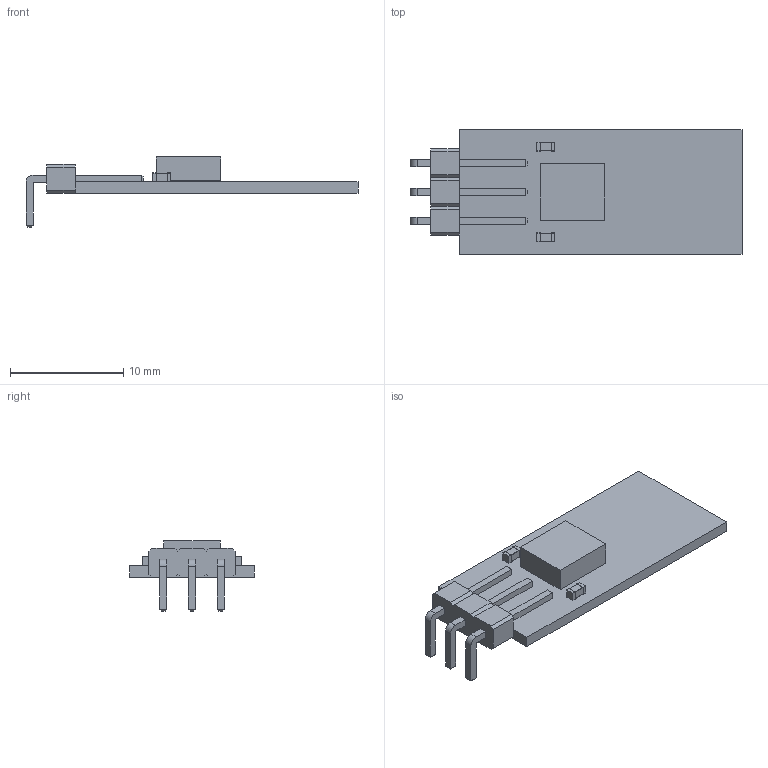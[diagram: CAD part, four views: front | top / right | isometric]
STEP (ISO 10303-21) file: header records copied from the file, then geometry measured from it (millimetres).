
FILE_DESCRIPTION(/* description */ (''),/* implementation_level */ '2;1');
FILE_NAME(/* name */ 'AE-LXDC55 v7.step',/* time_stamp */ '2021-04-29T08:21:00+09:00',/* author */ (''),/* organization */ (''),/* preprocessor_version */ 'ST-DEVELOPER v18.1',/* originating_system */ 'Autodesk Translation Framework v10.6.0.1341',/* authorisation */ '');
FILE_SCHEMA (('AUTOMOTIVE_DESIGN { 1 0 10303 214 3 1 1 }'));
Length unit declared in the file: millimetre
Products named in the file (5): AE-LXDC55; C_0603_1608Metric; LXDC55FAAA-203; Body; Pins
Assembly tree (5 placements, depth 3):
  AE-LXDC55
    C_0603_1608Metric  x2
    LXDC55FAAA-203
      Body
      Pins
Bounding box: 29.36 x 11 x 6.2 mm (x, y, z)
Volume: 399.2 mm3; surface area: 894.9 mm2
Topology: 18 solids, 18 shells, 234 faces, 553 edges, 362 vertices
Faces by surface type: plane 207, cylinder 27
Entity records: 6045 total; most frequent: CARTESIAN_POINT 1011, ORIENTED_EDGE 962, DIRECTION 943, EDGE_CURVE 481, LINE 451, VECTOR 451, VERTEX_POINT 314, AXIS2_PLACEMENT_3D 246
